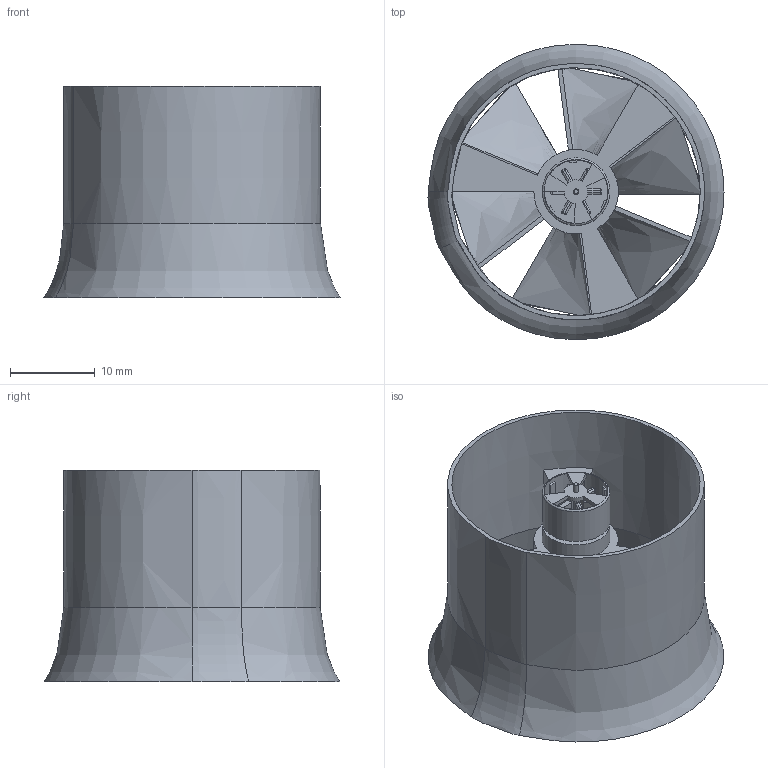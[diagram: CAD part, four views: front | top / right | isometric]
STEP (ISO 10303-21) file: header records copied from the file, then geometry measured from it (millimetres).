
FILE_DESCRIPTION( ( '' ), ' ' );
FILE_NAME( '58ef808cbaf1631002be215b.step', '2017-04-13T13:43:41', ( '' ), ( '' ), ' ', ' ', ' ' );
FILE_SCHEMA( ( 'AUTOMOTIVE_DESIGN { 1 0 10303 214 1 1 1 1 }' ) );
Length unit declared in the file: metre
Products named in the file (17): Part 15; Part 16; Part 17; Part 12; Part 13; Part 14; Part 8; Part 9; Part 10; Part 11; Part 6; Part 7; Part 5; Part 4; Part 3; Part 2; Part 1
Bounding box: 35.03 x 34.94 x 25 mm (x, y, z)
Volume: 2230.4 mm3; surface area: 7593.9 mm2
Topology: 17 solids, 17 shells, 191 faces, 505 edges, 335 vertices
Faces by surface type: plane 86, cylinder 62, bspline 32, sphere 10, torus 1
Full cylindrical faces by diameter (mm): 0.5 x2, 0.65 x2, 1.5 x1, 5 x1, 7.5 x1, 8 x2
Entity records: 10478 total; most frequent: CARTESIAN_POINT 4318, ORIENTED_EDGE 968, DIRECTION 830, EDGE_CURVE 484, VERTEX_POINT 334, AXIS2_PLACEMENT_3D 296, LINE 238, VECTOR 238
